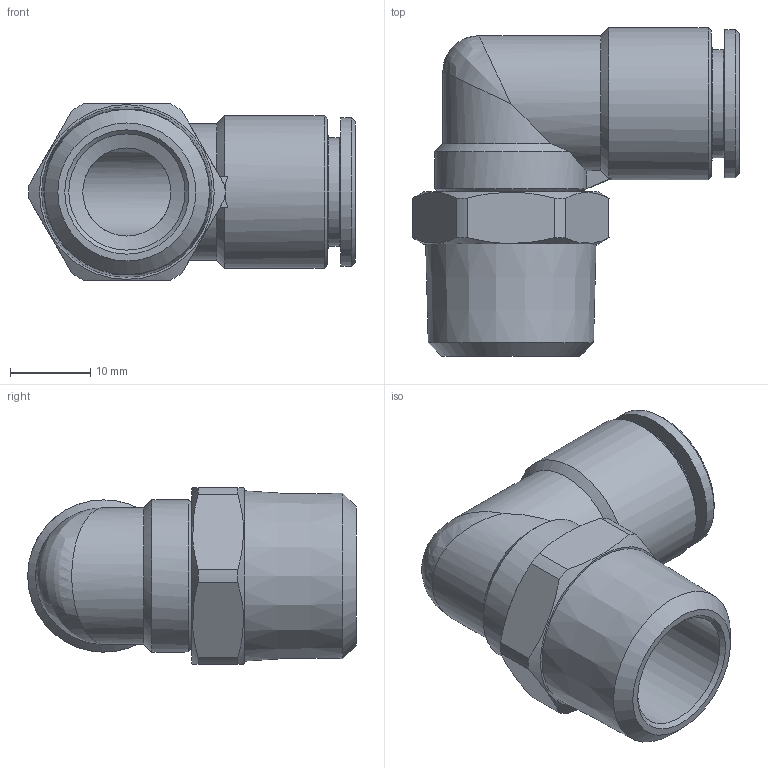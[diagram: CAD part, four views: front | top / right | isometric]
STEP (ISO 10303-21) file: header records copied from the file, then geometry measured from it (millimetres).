
FILE_DESCRIPTION(( 'RT.16.12.12.stp' ), '1');
FILE_NAME( 'RT.16.12.12.stp', '2021-02-22T12:18:57',( 'Sopra'),('sopra-pneumatic.com'), 'SwSTEP 2.0','SolidWorks 2009','' );
FILE_SCHEMA( ( 'CONFIG_CONTROL_DESIGN' ) );
Length unit declared in the file: millimetre
Products named in the file (1): NONE
Bounding box: 40.75 x 41 x 22 mm (x, y, z)
Volume: 9762.4 mm3; surface area: 6775.1 mm2
Topology: 1 solids, 3 shells, 65 faces, 160 edges, 104 vertices
Faces by surface type: plane 25, cylinder 22, cone 15, torus 2, bspline 1
Full cylindrical faces by diameter (mm): 11 x2, 12.2 x1, 13.5 x1, 14.5 x1, 18.5 x1, 19 x1
Entity records: 2136 total; most frequent: CARTESIAN_POINT 722, DIRECTION 274, ORIENTED_EDGE 268, EDGE_CURVE 134, AXIS2_PLACEMENT_3D 118, VERTEX_POINT 99, EDGE_LOOP 91, FACE_OUTER_BOUND 72
